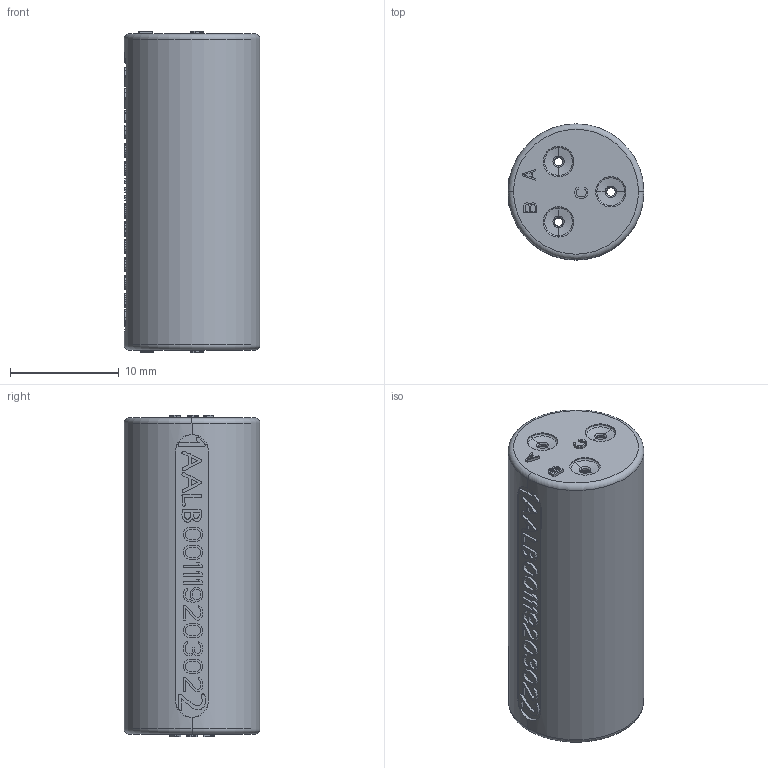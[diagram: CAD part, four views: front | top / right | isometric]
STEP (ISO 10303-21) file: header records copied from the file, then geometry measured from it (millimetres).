
FILE_DESCRIPTION((''),'2;1');
FILE_NAME('00111920302','2019-10-31T',('presta_be4'),(''),'CREO PARAMETRIC BY PTC INC, 2018360','CREO PARAMETRIC BY PTC INC, 2018360','');
FILE_SCHEMA(('CONFIG_CONTROL_DESIGN'));
Length unit declared in the file: millimetre
Products named in the file (1): 00111920302
Bounding box: 12.5 x 12.5 x 29.6 mm (x, y, z)
Volume: 2672.3 mm3; surface area: 2516.8 mm2
Topology: 1 solids, 1 shells, 1020 faces, 2654 edges, 1692 vertices
Faces by surface type: plane 644, torus 118, cylinder 112, extrusion 98, cone 48
Entity records: 31128 total; most frequent: CARTESIAN_POINT 6162, ORIENTED_EDGE 5308, DIRECTION 4836, EDGE_CURVE 2654, VECTOR 2112, LINE 2014, VERTEX_POINT 1692, AXIS2_PLACEMENT_3D 1362
